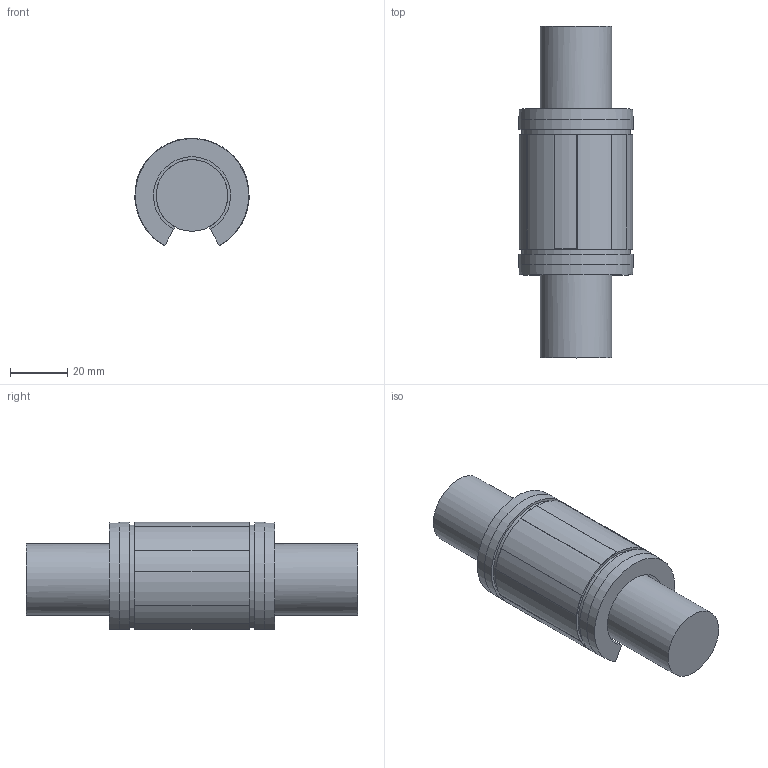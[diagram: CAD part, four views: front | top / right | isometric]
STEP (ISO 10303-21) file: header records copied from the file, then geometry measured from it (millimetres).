
FILE_DESCRIPTION((''),'2;1');
FILE_NAME('LMES25OP.stp','2013-02-14T08:11:35',('user2'),(''),'Autodesk Inventor 2012','Autodesk Inventor 2012','');
FILE_SCHEMA(('AUTOMOTIVE_DESIGN { 1 0 10303 214 1 1 1 1 }'));
Length unit declared in the file: millimetre
Products named in the file (1): LMES25OP
Bounding box: 39.95 x 116 x 37.55 mm (x, y, z)
Volume: 92781.2 mm3; surface area: 16249.6 mm2
Topology: 1 solids, 1 shells, 47 faces, 120 edges, 80 vertices
Faces by surface type: plane 32, cylinder 13, cone 2
Full cylindrical faces by diameter (mm): 25 x1
Entity records: 1458 total; most frequent: DIRECTION 252, CARTESIAN_POINT 242, ORIENTED_EDGE 232, EDGE_CURVE 116, AXIS2_PLACEMENT_3D 88, VERTEX_POINT 78, VECTOR 76, LINE 76
